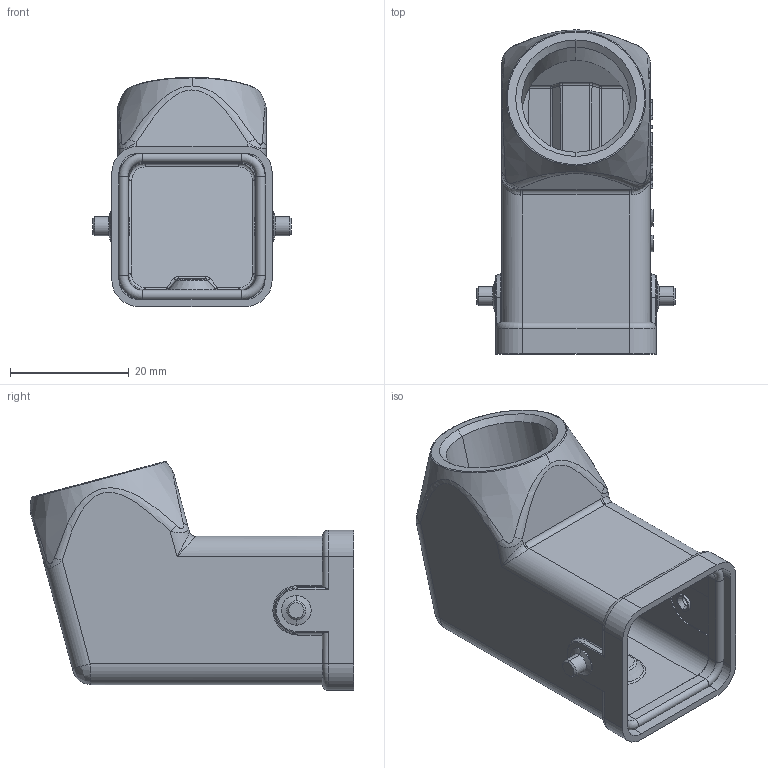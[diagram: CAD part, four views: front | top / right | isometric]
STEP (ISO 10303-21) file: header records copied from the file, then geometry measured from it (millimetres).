
FILE_DESCRIPTION((''),'2;1');
FILE_NAME('3D_1120035151002_H3A-MSE2_S-2B_','2024-02-05T',('13034'),(''),'PRO/ENGINEER BY PARAMETRIC TECHNOLOGY CORPORATION, 2012480','PRO/ENGINEER BY PARAMETRIC TECHNOLOGY CORPORATION, 2012480','');
FILE_SCHEMA(('CONFIG_CONTROL_DESIGN'));
Length unit declared in the file: millimetre
Products named in the file (1): 3D_1120035151002_H3A-MSE2_S-2B_
Bounding box: 33.4 x 54.53 x 38.57 mm (x, y, z)
Volume: 11923.6 mm3; surface area: 11447.5 mm2
Topology: 1 solids, 1 shells, 299 faces, 786 edges, 494 vertices
Faces by surface type: plane 110, cylinder 102, cone 26, bspline 25, torus 24, extrusion 10, sphere 2
Entity records: 11131 total; most frequent: CARTESIAN_POINT 3960, ORIENTED_EDGE 1560, DIRECTION 1388, EDGE_CURVE 780, AXIS2_PLACEMENT_3D 496, VERTEX_POINT 494, VECTOR 396, LINE 386
